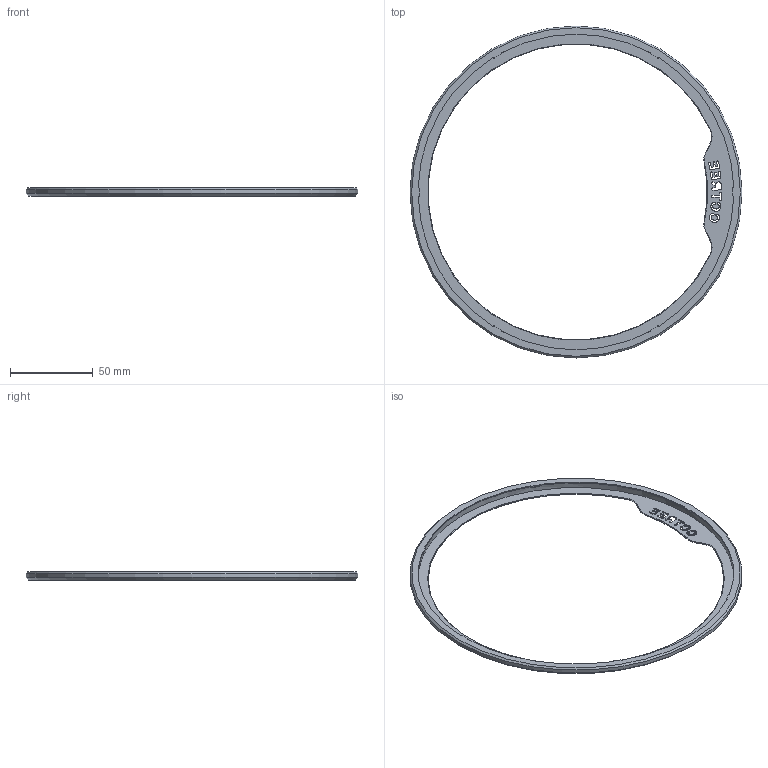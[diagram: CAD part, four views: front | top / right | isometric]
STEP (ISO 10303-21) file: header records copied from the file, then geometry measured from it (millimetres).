
FILE_DESCRIPTION(/* description */ (''),/* implementation_level */ '2;1');
FILE_NAME(/* name */ 'CCtree Spool Adapter A1.step',/* time_stamp */ '2025-09-10T12:10:11-06:00',/* author */ (''),/* organization */ (''),/* preprocessor_version */ 'ST-DEVELOPER v20.1',/* originating_system */ 'Autodesk Translation Framework v14.10.0.0',/* authorisation */ '');
FILE_SCHEMA (('AUTOMOTIVE_DESIGN { 1 0 10303 214 3 1 1 }'));
Length unit declared in the file: millimetre
Products named in the file (1): CCtree Spool Adapter
Bounding box: 200 x 200 x 4.85 mm (x, y, z)
Volume: 15138.7 mm3; surface area: 19005.9 mm2
Topology: 1 solids, 1 shells, 239 faces, 687 edges, 451 vertices
Faces by surface type: bspline 140, plane 47, cylinder 32, cone 20
Full cylindrical faces by diameter (mm): 190.6 x1, 200 x1
Entity records: 9227 total; most frequent: CARTESIAN_POINT 3842, ORIENTED_EDGE 1374, EDGE_CURVE 687, DIRECTION 668, VERTEX_POINT 451, LINE 322, VECTOR 322, B_SPLINE_CURVE_WITH_KNOTS 292
